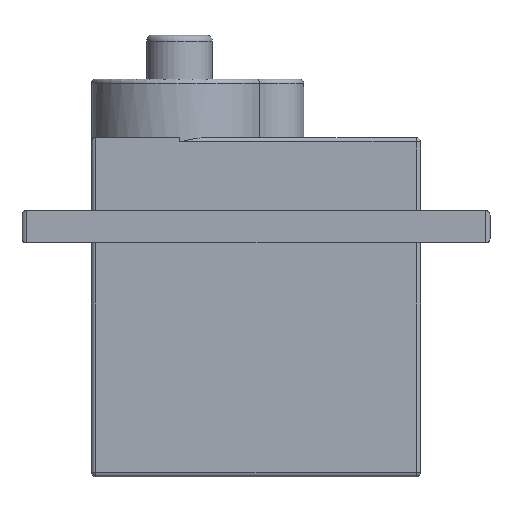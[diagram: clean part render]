
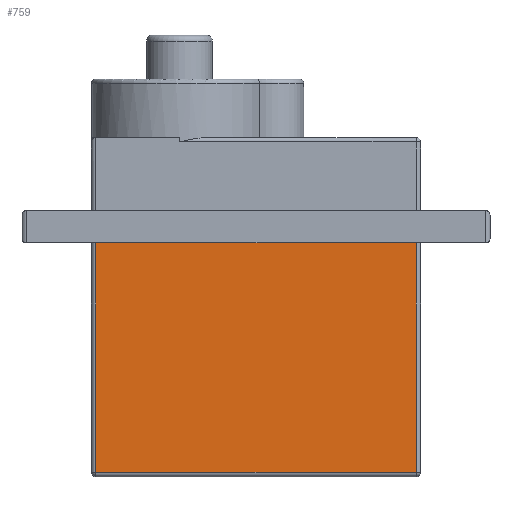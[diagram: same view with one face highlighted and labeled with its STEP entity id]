
A CAD part, left-side view. The second image highlights one B-rep face of the part: STEP entity #759.
In plain terms, the highlighted planar face has unit normal (-1, 0, 0).
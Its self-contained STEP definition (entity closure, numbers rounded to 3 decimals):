
#265 = VERTEX_POINT('',#266);
#266 = CARTESIAN_POINT('',(-6.,10.95,0.));
#272 = EDGE_CURVE('',#273,#265,#275,.T.);
#273 = VERTEX_POINT('',#274);
#274 = CARTESIAN_POINT('',(-6.,-10.95,0.));
#275 = LINE('',#276,#277);
#276 = CARTESIAN_POINT('',(-6.,-11.25,0.));
#277 = VECTOR('',#278,1.);
#278 = DIRECTION('',(0.,1.,0.));
#759 = ADVANCED_FACE('',(#760),#785,.F.);
#760 = FACE_BOUND('',#761,.F.);
#761 = EDGE_LOOP('',(#762,#763,#771,#779));
#762 = ORIENTED_EDGE('',*,*,#272,.F.);
#763 = ORIENTED_EDGE('',*,*,#764,.T.);
#764 = EDGE_CURVE('',#273,#765,#767,.T.);
#765 = VERTEX_POINT('',#766);
#766 = CARTESIAN_POINT('',(-6.,-10.95,-15.7));
#767 = LINE('',#768,#769);
#768 = CARTESIAN_POINT('',(-6.,-10.95,0.));
#769 = VECTOR('',#770,1.);
#770 = DIRECTION('',(-0.,-0.,-1.));
#771 = ORIENTED_EDGE('',*,*,#772,.T.);
#772 = EDGE_CURVE('',#765,#773,#775,.T.);
#773 = VERTEX_POINT('',#774);
#774 = CARTESIAN_POINT('',(-6.,10.95,-15.7));
#775 = LINE('',#776,#777);
#776 = CARTESIAN_POINT('',(-6.,-11.25,-15.7));
#777 = VECTOR('',#778,1.);
#778 = DIRECTION('',(0.,1.,0.));
#779 = ORIENTED_EDGE('',*,*,#780,.F.);
#780 = EDGE_CURVE('',#265,#773,#781,.T.);
#781 = LINE('',#782,#783);
#782 = CARTESIAN_POINT('',(-6.,10.95,0.));
#783 = VECTOR('',#784,1.);
#784 = DIRECTION('',(-0.,-0.,-1.));
#785 = PLANE('',#786);
#786 = AXIS2_PLACEMENT_3D('',#787,#788,#789);
#787 = CARTESIAN_POINT('',(-6.,-11.25,0.));
#788 = DIRECTION('',(1.,0.,0.));
#789 = DIRECTION('',(0.,1.,0.));
